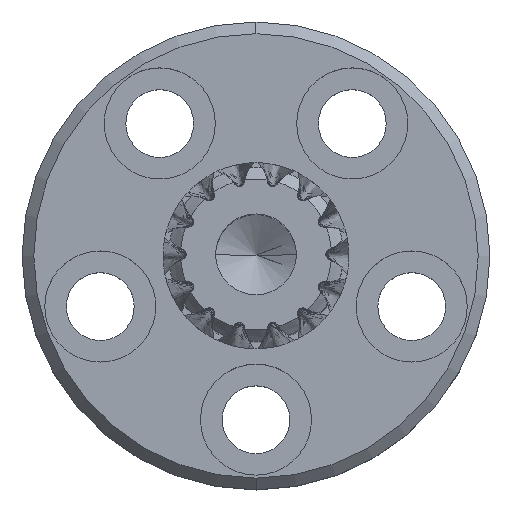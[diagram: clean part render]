
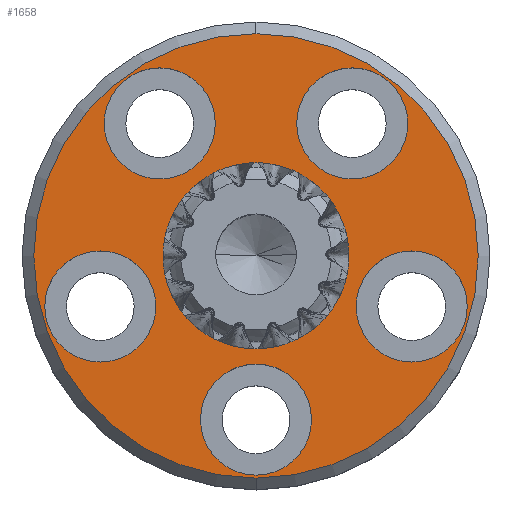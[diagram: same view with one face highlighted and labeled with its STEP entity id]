
A CAD part, top view. The second image highlights one B-rep face of the part: STEP entity #1658.
In plain terms, the highlighted face is planar.
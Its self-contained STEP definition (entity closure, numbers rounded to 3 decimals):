
#5 = VERTEX_POINT ( 'NONE', #3136 ) ;
#252 = DIRECTION ( 'NONE',  ( 0., 1., 0. ) ) ;
#395 = CARTESIAN_POINT ( 'NONE',  ( 6.657, 5., -4.538 ) ) ;
#432 = CARTESIAN_POINT ( 'NONE',  ( -4.114, 5., 5.663 ) ) ;
#461 = DIRECTION ( 'NONE',  ( 0., 0., 1. ) ) ;
#469 = DIRECTION ( 'NONE',  ( 0., 1., 0. ) ) ;
#784 = VERTEX_POINT ( 'NONE', #6386 ) ;
#804 = CARTESIAN_POINT ( 'NONE',  ( -4.114, 5., 8.038 ) ) ;
#908 = PLANE ( 'NONE',  #7416 ) ;
#930 = AXIS2_PLACEMENT_3D ( 'NONE', #5770, #5824, #8581 ) ;
#954 = CARTESIAN_POINT ( 'NONE',  ( 0., 5., 0. ) ) ;
#1023 = VERTEX_POINT ( 'NONE', #7158 ) ;
#1061 = EDGE_CURVE ( 'NONE', #7342, #9066, #6057, .T. ) ;
#1071 = DIRECTION ( 'NONE',  ( 0., 1., 0. ) ) ;
#1152 = CIRCLE ( 'NONE', #8708, 2.375 ) ;
#1200 = CARTESIAN_POINT ( 'NONE',  ( 0., 5., 0. ) ) ;
#1235 = CARTESIAN_POINT ( 'NONE',  ( 0., 5., 0. ) ) ;
#1318 = DIRECTION ( 'NONE',  ( 0., 0., 1. ) ) ;
#1566 = ORIENTED_EDGE ( 'NONE', *, *, #4779, .F. ) ;
#1585 = VERTEX_POINT ( 'NONE', #8393 ) ;
#1635 = AXIS2_PLACEMENT_3D ( 'NONE', #8253, #3323, #461 ) ;
#1658 = ADVANCED_FACE ( 'NONE', ( #3979, #4941, #6291, #5150, #5045, #3437, #6721 ), #908, .T. ) ;
#1762 = CIRCLE ( 'NONE', #5274, 2.375 ) ;
#1825 = EDGE_CURVE ( 'NONE', #7536, #2261, #2976, .T. ) ;
#1848 = AXIS2_PLACEMENT_3D ( 'NONE', #3185, #8103, #8358 ) ;
#1889 = DIRECTION ( 'NONE',  ( 0., 1., 0. ) ) ;
#1898 = CARTESIAN_POINT ( 'NONE',  ( 0., 5., -7. ) ) ;
#2021 = AXIS2_PLACEMENT_3D ( 'NONE', #1235, #6766, #2506 ) ;
#2031 = CARTESIAN_POINT ( 'NONE',  ( 4.114, 5., 5.663 ) ) ;
#2118 = CARTESIAN_POINT ( 'NONE',  ( 0., 5., -4.625 ) ) ;
#2122 = EDGE_CURVE ( 'NONE', #6557, #5, #1152, .T. ) ;
#2165 = CARTESIAN_POINT ( 'NONE',  ( 6.657, 5., -2.163 ) ) ;
#2201 = VERTEX_POINT ( 'NONE', #7573 ) ;
#2221 = CIRCLE ( 'NONE', #6477, 2.375 ) ;
#2261 = VERTEX_POINT ( 'NONE', #2118 ) ;
#2309 = DIRECTION ( 'NONE',  ( 0., 0., 1. ) ) ;
#2342 = DIRECTION ( 'NONE',  ( 0., 0., 1. ) ) ;
#2506 = DIRECTION ( 'NONE',  ( 0., 0., 1. ) ) ;
#2714 = AXIS2_PLACEMENT_3D ( 'NONE', #4602, #6732, #5305 ) ;
#2776 = CARTESIAN_POINT ( 'NONE',  ( 0., 5., -9.5 ) ) ;
#2784 = CIRCLE ( 'NONE', #7782, 2.375 ) ;
#2892 = EDGE_CURVE ( 'NONE', #784, #6283, #2221, .T. ) ;
#2900 = EDGE_LOOP ( 'NONE', ( #7377, #3251 ) ) ;
#2976 = CIRCLE ( 'NONE', #4921, 2.375 ) ;
#3136 = CARTESIAN_POINT ( 'NONE',  ( 4.114, 5., 3.288 ) ) ;
#3185 = CARTESIAN_POINT ( 'NONE',  ( -6.657, 5., -2.163 ) ) ;
#3251 = ORIENTED_EDGE ( 'NONE', *, *, #1825, .F. ) ;
#3288 = CARTESIAN_POINT ( 'NONE',  ( 4.114, 5., 8.038 ) ) ;
#3323 = DIRECTION ( 'NONE',  ( 0., 1., 0. ) ) ;
#3437 = FACE_BOUND ( 'NONE', #2900, .T. ) ;
#3444 = ORIENTED_EDGE ( 'NONE', *, *, #1061, .T. ) ;
#3473 = DIRECTION ( 'NONE',  ( 0., 1., 0. ) ) ;
#3515 = ORIENTED_EDGE ( 'NONE', *, *, #2892, .F. ) ;
#3567 = VERTEX_POINT ( 'NONE', #8680 ) ;
#3579 = ORIENTED_EDGE ( 'NONE', *, *, #7183, .T. ) ;
#3583 = CARTESIAN_POINT ( 'NONE',  ( 0., 5., 0. ) ) ;
#3847 = EDGE_CURVE ( 'NONE', #3567, #1585, #5986, .T. ) ;
#3979 = FACE_OUTER_BOUND ( 'NONE', #7334, .T. ) ;
#4045 = DIRECTION ( 'NONE',  ( 0., 1., 0. ) ) ;
#4066 = CIRCLE ( 'NONE', #8495, 9.5 ) ;
#4099 = DIRECTION ( 'NONE',  ( 0., 1., 0. ) ) ;
#4460 = ORIENTED_EDGE ( 'NONE', *, *, #6461, .F. ) ;
#4472 = EDGE_CURVE ( 'NONE', #2201, #8967, #2784, .T. ) ;
#4602 = CARTESIAN_POINT ( 'NONE',  ( 4.114, 5., 5.663 ) ) ;
#4690 = DIRECTION ( 'NONE',  ( 0., 0., 1. ) ) ;
#4779 = EDGE_CURVE ( 'NONE', #1023, #7904, #6846, .T. ) ;
#4893 = ORIENTED_EDGE ( 'NONE', *, *, #8641, .F. ) ;
#4921 = AXIS2_PLACEMENT_3D ( 'NONE', #1898, #3473, #7590 ) ;
#4941 = FACE_BOUND ( 'NONE', #7912, .T. ) ;
#4950 = ORIENTED_EDGE ( 'NONE', *, *, #4472, .F. ) ;
#5045 = FACE_BOUND ( 'NONE', #7672, .T. ) ;
#5119 = CIRCLE ( 'NONE', #8442, 2.375 ) ;
#5139 = EDGE_CURVE ( 'NONE', #6283, #784, #8461, .T. ) ;
#5150 = FACE_BOUND ( 'NONE', #8332, .T. ) ;
#5274 = AXIS2_PLACEMENT_3D ( 'NONE', #8672, #1071, #2342 ) ;
#5305 = DIRECTION ( 'NONE',  ( 0., 0., 1. ) ) ;
#5372 = DIRECTION ( 'NONE',  ( 0., 0., 1. ) ) ;
#5467 = EDGE_LOOP ( 'NONE', ( #6912, #7650 ) ) ;
#5487 = AXIS2_PLACEMENT_3D ( 'NONE', #8256, #4045, #5372 ) ;
#5584 = DIRECTION ( 'NONE',  ( 0., 0., 1. ) ) ;
#5770 = CARTESIAN_POINT ( 'NONE',  ( 0., 5., 0. ) ) ;
#5824 = DIRECTION ( 'NONE',  ( 0., 1., 0. ) ) ;
#5850 = CARTESIAN_POINT ( 'NONE',  ( 0., 5., -3.958 ) ) ;
#5986 = CIRCLE ( 'NONE', #1848, 2.375 ) ;
#6057 = CIRCLE ( 'NONE', #930, 9.5 ) ;
#6283 = VERTEX_POINT ( 'NONE', #395 ) ;
#6291 = FACE_BOUND ( 'NONE', #5467, .T. ) ;
#6292 = EDGE_CURVE ( 'NONE', #5, #6557, #7669, .T. ) ;
#6386 = CARTESIAN_POINT ( 'NONE',  ( 6.657, 5., 0.212 ) ) ;
#6461 = EDGE_CURVE ( 'NONE', #1585, #3567, #1762, .T. ) ;
#6477 = AXIS2_PLACEMENT_3D ( 'NONE', #2165, #7018, #5584 ) ;
#6557 = VERTEX_POINT ( 'NONE', #3288 ) ;
#6699 = CARTESIAN_POINT ( 'NONE',  ( 0., 5., -9.375 ) ) ;
#6721 = FACE_BOUND ( 'NONE', #8860, .T. ) ;
#6732 = DIRECTION ( 'NONE',  ( 0., 1., 0. ) ) ;
#6766 = DIRECTION ( 'NONE',  ( 0., 1., 0. ) ) ;
#6798 = CARTESIAN_POINT ( 'NONE',  ( 0., 5., 9.5 ) ) ;
#6846 = CIRCLE ( 'NONE', #8198, 3.958 ) ;
#6912 = ORIENTED_EDGE ( 'NONE', *, *, #2122, .F. ) ;
#7018 = DIRECTION ( 'NONE',  ( 0., 1., 0. ) ) ;
#7158 = CARTESIAN_POINT ( 'NONE',  ( 0., 5., 3.958 ) ) ;
#7164 = DIRECTION ( 'NONE',  ( 0., 1., 0. ) ) ;
#7165 = DIRECTION ( 'NONE',  ( 0., 0., 1. ) ) ;
#7183 = EDGE_CURVE ( 'NONE', #9066, #7342, #4066, .T. ) ;
#7190 = DIRECTION ( 'NONE',  ( 0., 1., 0. ) ) ;
#7214 = ORIENTED_EDGE ( 'NONE', *, *, #8397, .F. ) ;
#7235 = CIRCLE ( 'NONE', #2021, 3.958 ) ;
#7334 = EDGE_LOOP ( 'NONE', ( #3579, #3444 ) ) ;
#7342 = VERTEX_POINT ( 'NONE', #6798 ) ;
#7347 = EDGE_CURVE ( 'NONE', #2261, #7536, #8798, .T. ) ;
#7377 = ORIENTED_EDGE ( 'NONE', *, *, #7347, .F. ) ;
#7416 = AXIS2_PLACEMENT_3D ( 'NONE', #3583, #7164, #8766 ) ;
#7452 = DIRECTION ( 'NONE',  ( 0., 0., 1. ) ) ;
#7536 = VERTEX_POINT ( 'NONE', #6699 ) ;
#7573 = CARTESIAN_POINT ( 'NONE',  ( -4.114, 5., 3.288 ) ) ;
#7590 = DIRECTION ( 'NONE',  ( 0., 0., 1. ) ) ;
#7650 = ORIENTED_EDGE ( 'NONE', *, *, #6292, .F. ) ;
#7669 = CIRCLE ( 'NONE', #2714, 2.375 ) ;
#7672 = EDGE_LOOP ( 'NONE', ( #4460, #8362 ) ) ;
#7782 = AXIS2_PLACEMENT_3D ( 'NONE', #432, #469, #7452 ) ;
#7866 = CARTESIAN_POINT ( 'NONE',  ( -4.114, 5., 5.663 ) ) ;
#7904 = VERTEX_POINT ( 'NONE', #5850 ) ;
#7912 = EDGE_LOOP ( 'NONE', ( #3515, #8997 ) ) ;
#8103 = DIRECTION ( 'NONE',  ( 0., 1., 0. ) ) ;
#8198 = AXIS2_PLACEMENT_3D ( 'NONE', #1200, #1889, #4690 ) ;
#8253 = CARTESIAN_POINT ( 'NONE',  ( 0., 5., -7. ) ) ;
#8256 = CARTESIAN_POINT ( 'NONE',  ( 6.657, 5., -2.163 ) ) ;
#8332 = EDGE_LOOP ( 'NONE', ( #7214, #4950 ) ) ;
#8358 = DIRECTION ( 'NONE',  ( 0., 0., 1. ) ) ;
#8362 = ORIENTED_EDGE ( 'NONE', *, *, #3847, .F. ) ;
#8393 = CARTESIAN_POINT ( 'NONE',  ( -6.657, 5., 0.212 ) ) ;
#8397 = EDGE_CURVE ( 'NONE', #8967, #2201, #5119, .T. ) ;
#8442 = AXIS2_PLACEMENT_3D ( 'NONE', #7866, #7190, #7165 ) ;
#8461 = CIRCLE ( 'NONE', #5487, 2.375 ) ;
#8495 = AXIS2_PLACEMENT_3D ( 'NONE', #954, #252, #2309 ) ;
#8581 = DIRECTION ( 'NONE',  ( 0., 0., 1. ) ) ;
#8641 = EDGE_CURVE ( 'NONE', #7904, #1023, #7235, .T. ) ;
#8672 = CARTESIAN_POINT ( 'NONE',  ( -6.657, 5., -2.163 ) ) ;
#8680 = CARTESIAN_POINT ( 'NONE',  ( -6.657, 5., -4.538 ) ) ;
#8708 = AXIS2_PLACEMENT_3D ( 'NONE', #2031, #4099, #1318 ) ;
#8766 = DIRECTION ( 'NONE',  ( 0., 0., 1. ) ) ;
#8798 = CIRCLE ( 'NONE', #1635, 2.375 ) ;
#8860 = EDGE_LOOP ( 'NONE', ( #4893, #1566 ) ) ;
#8967 = VERTEX_POINT ( 'NONE', #804 ) ;
#8997 = ORIENTED_EDGE ( 'NONE', *, *, #5139, .F. ) ;
#9066 = VERTEX_POINT ( 'NONE', #2776 ) ;
